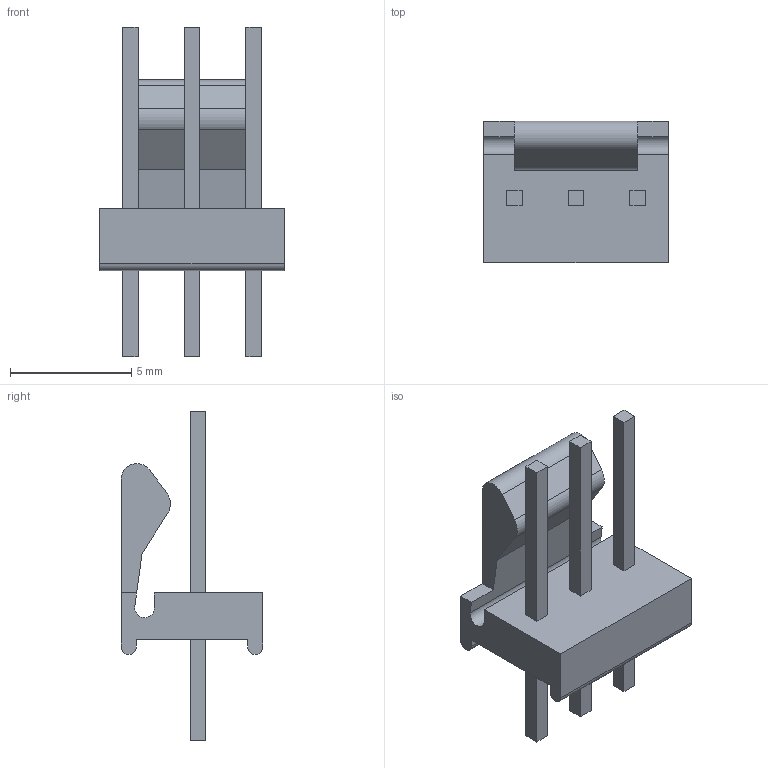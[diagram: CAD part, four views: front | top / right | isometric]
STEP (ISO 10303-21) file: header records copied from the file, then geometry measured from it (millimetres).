
FILE_DESCRIPTION((''),'2;1');
FILE_NAME('C-640456-3','2013-01-10T',('workeradm'),('Tyco Electronics Ltd.'),'PRO/ENGINEER BY PARAMETRIC TECHNOLOGY CORPORATION, 2010430','PRO/ENGINEER BY PARAMETRIC TECHNOLOGY CORPORATION, 2010430','');
FILE_SCHEMA(('AUTOMOTIVE_DESIGN { 1 0 10303 214 1 1 1 1 }'));
Length unit declared in the file: millimetre
Products named in the file (1): C-640456-3
Bounding box: 7.62 x 5.84 x 13.59 mm (x, y, z)
Volume: 133.4 mm3; surface area: 329.4 mm2
Topology: 1 solids, 1 shells, 51 faces, 129 edges, 86 vertices
Faces by surface type: plane 46, cylinder 5
Entity records: 1784 total; most frequent: CARTESIAN_POINT 268, ORIENTED_EDGE 258, DIRECTION 241, EDGE_CURVE 129, VECTOR 119, LINE 119, VERTEX_POINT 86, COLOUR_RGB 64
